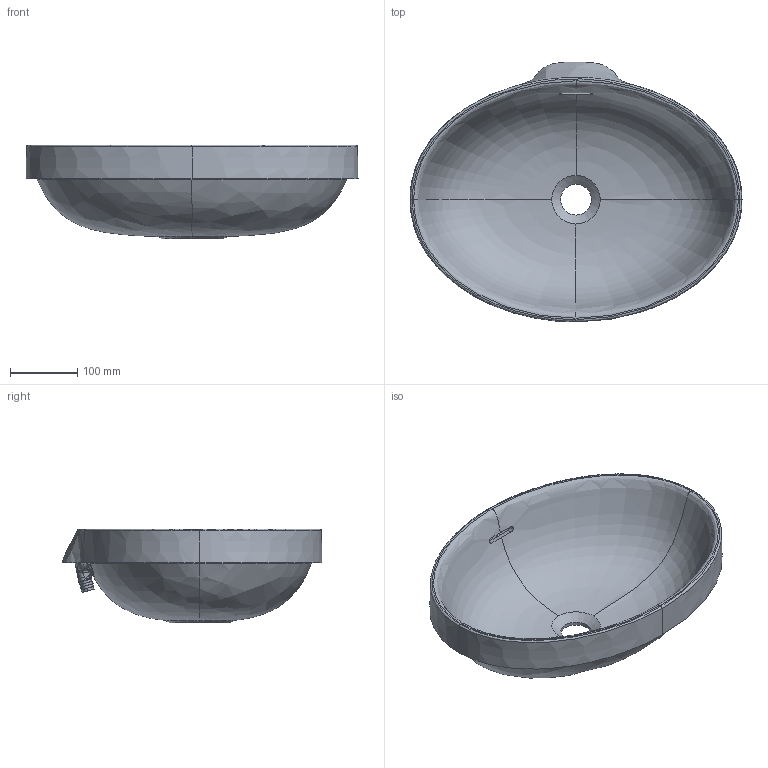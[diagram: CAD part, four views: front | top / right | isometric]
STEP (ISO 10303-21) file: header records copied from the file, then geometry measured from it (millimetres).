
FILE_DESCRIPTION(/* description */ (''),/* implementation_level */ '2;1');
FILE_NAME(/* name */ '15-090_M8034A_new s-tp.stp',/* time_stamp */ '2022-04-04T10:47:49+02:00',/* author */ (''),/* organization */ (''),/* preprocessor_version */ 'ST-DEVELOPER v18.101',/* originating_system */ 'SIEMENS PLM Software NX 2008',/* authorisation */ '');
FILE_SCHEMA (('AUTOMOTIVE_DESIGN { 1 0 10303 214 3 1 1 1 }'));
Length unit declared in the file: millimetre
Products named in the file (1): M8034A_new_objects
Bounding box: 495.01 x 387.51 x 140 mm (x, y, z)
Volume: 3069785.1 mm3; surface area: 493652.9 mm2
Topology: 2 solids, 2 shells, 329 faces, 809 edges, 471 vertices
Faces by surface type: bspline 191, cylinder 68, plane 43, torus 24, extrusion 2, cone 1
Full cylindrical faces by diameter (mm): 6 x2, 46 x1
Entity records: 29248 total; most frequent: CARTESIAN_POINT 23010, ORIENTED_EDGE 1574, DIRECTION 855, EDGE_CURVE 787, VERTEX_POINT 470, B_SPLINE_CURVE_WITH_KNOTS 414, AXIS2_PLACEMENT_3D 349, EDGE_LOOP 345
